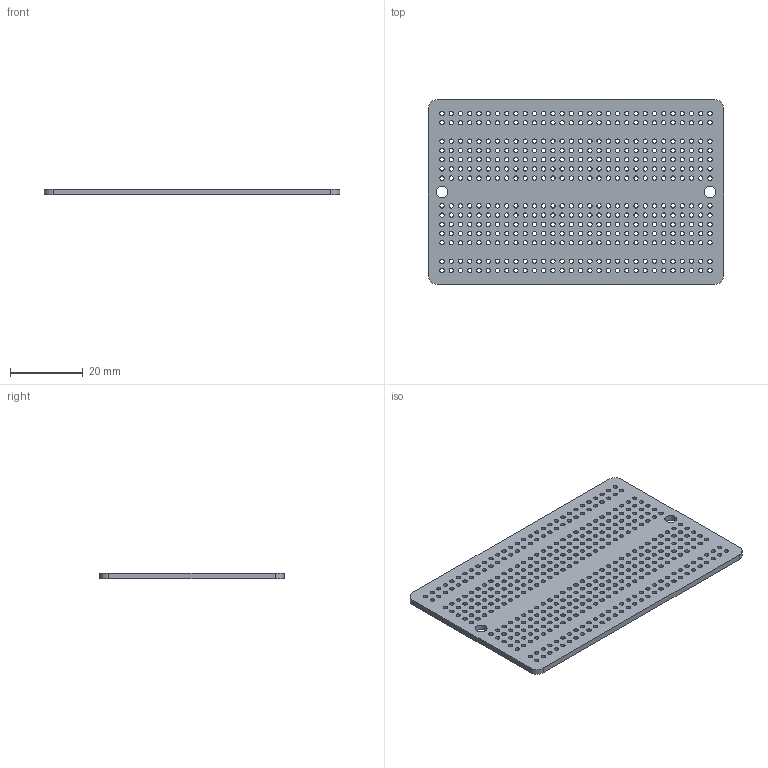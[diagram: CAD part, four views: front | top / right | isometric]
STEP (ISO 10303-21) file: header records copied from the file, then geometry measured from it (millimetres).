
FILE_DESCRIPTION(/* description */ (''),/* implementation_level */ '2;1');
FILE_NAME(/* name */ 'adafruit permaproto halfbreadboard v2.step',/* time_stamp */ '2020-07-24T10:32:13-04:00',/* author */ (''),/* organization */ (''),/* preprocessor_version */ 'ST-DEVELOPER v18.1',/* originating_system */ 'Autodesk Translation Framework v9.3.0.1241',/* authorisation */ '');
FILE_SCHEMA (('AUTOMOTIVE_DESIGN { 1 0 10303 214 3 1 1 }'));
Length unit declared in the file: millimetre
Products named in the file (3): adafruit permaproto halfbreadboard; PCB Component; Board
Assembly tree (2 placements, depth 3):
  adafruit permaproto halfbreadboard
    PCB Component
      Board
Bounding box: 81.28 x 50.8 x 1.57 mm (x, y, z)
Volume: 5702.9 mm3; surface area: 10190.1 mm2
Topology: 1 solids, 1 shells, 432 faces, 1290 edges, 860 vertices
Faces by surface type: cylinder 426, plane 6
Full cylindrical faces by diameter (mm): 1.2 x420, 3.2 x2
Entity records: 17261 total; most frequent: DIRECTION 3016, CARTESIAN_POINT 2587, ORIENTED_EDGE 2580, EDGE_CURVE 1290, AXIS2_PLACEMENT_3D 1289, EDGE_LOOP 1276, VERTEX_POINT 860, CIRCLE 852
